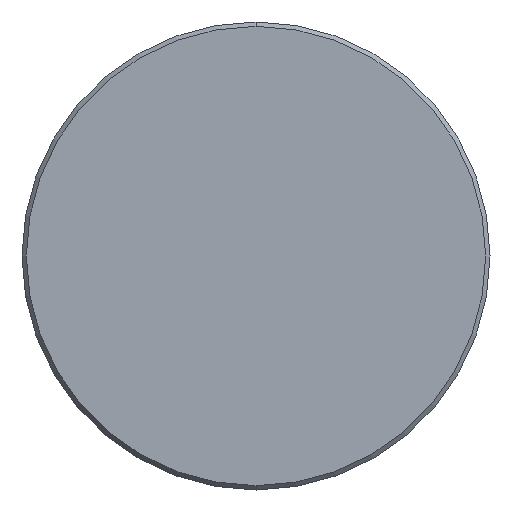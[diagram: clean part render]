
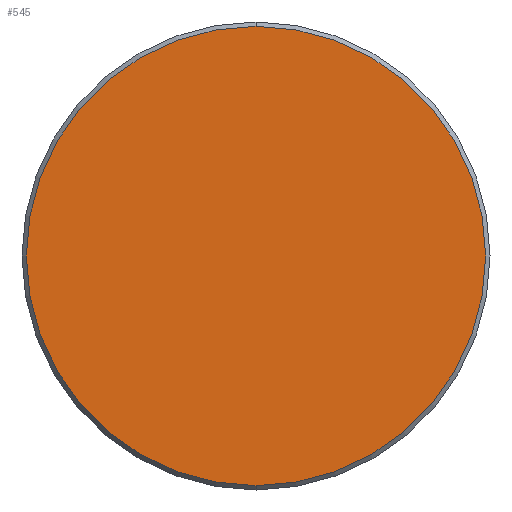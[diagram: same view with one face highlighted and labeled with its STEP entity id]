
A CAD part, front view. The second image highlights one B-rep face of the part: STEP entity #545.
In plain terms, the highlighted planar face has unit normal (0, -1, 0).
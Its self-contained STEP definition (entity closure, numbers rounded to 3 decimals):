
#15 = AXIS2_PLACEMENT_3D ( 'NONE', #243, #564, #351 ) ;
#53 = FACE_OUTER_BOUND ( 'NONE', #87, .T. ) ;
#65 = CIRCLE ( 'NONE', #90, 14.215 ) ;
#74 = CARTESIAN_POINT ( 'NONE',  ( 0., 0., -14.215 ) ) ;
#76 = EDGE_CURVE ( 'NONE', #412, #414, #65, .T. ) ;
#81 = CARTESIAN_POINT ( 'NONE',  ( -14.5, 0., 0. ) ) ;
#87 = EDGE_LOOP ( 'NONE', ( #532, #149 ) ) ;
#90 = AXIS2_PLACEMENT_3D ( 'NONE', #620, #159, #459 ) ;
#91 = PLANE ( 'NONE',  #164 ) ;
#149 = ORIENTED_EDGE ( 'NONE', *, *, #525, .T. ) ;
#159 = DIRECTION ( 'NONE',  ( 0., -1., 0. ) ) ;
#164 = AXIS2_PLACEMENT_3D ( 'NONE', #81, #481, #419 ) ;
#243 = CARTESIAN_POINT ( 'NONE',  ( 0., 0., 0. ) ) ;
#351 = DIRECTION ( 'NONE',  ( 0., 0., 1. ) ) ;
#352 = CIRCLE ( 'NONE', #15, 14.215 ) ;
#412 = VERTEX_POINT ( 'NONE', #439 ) ;
#414 = VERTEX_POINT ( 'NONE', #74 ) ;
#419 = DIRECTION ( 'NONE',  ( 0., 0., 1. ) ) ;
#439 = CARTESIAN_POINT ( 'NONE',  ( 0., 0., 14.215 ) ) ;
#459 = DIRECTION ( 'NONE',  ( 0., 0., 1. ) ) ;
#481 = DIRECTION ( 'NONE',  ( 0., 1., 0. ) ) ;
#525 = EDGE_CURVE ( 'NONE', #414, #412, #352, .T. ) ;
#532 = ORIENTED_EDGE ( 'NONE', *, *, #76, .T. ) ;
#545 = ADVANCED_FACE ( 'NONE', ( #53 ), #91, .F. ) ;
#564 = DIRECTION ( 'NONE',  ( 0., -1., 0. ) ) ;
#620 = CARTESIAN_POINT ( 'NONE',  ( 0., 0., 0. ) ) ;
